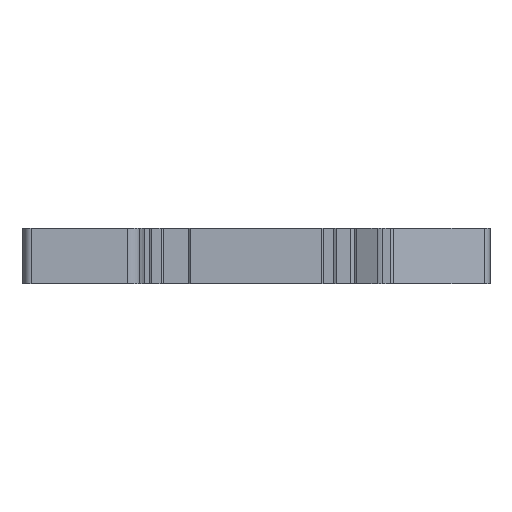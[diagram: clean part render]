
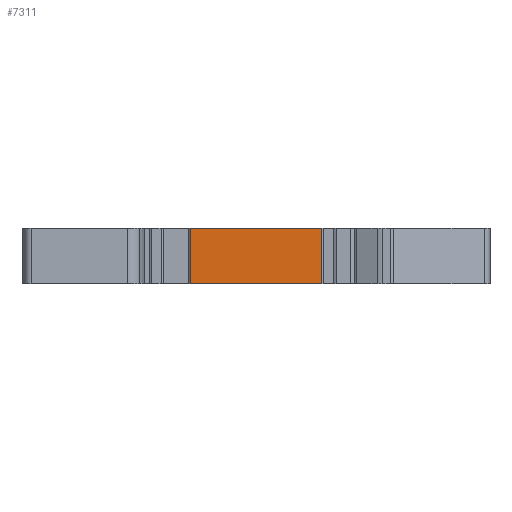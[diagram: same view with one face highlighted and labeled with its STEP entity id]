
A CAD part, front view. The second image highlights one B-rep face of the part: STEP entity #7311.
In plain terms, the highlighted planar face has unit normal (0, -1, 0).
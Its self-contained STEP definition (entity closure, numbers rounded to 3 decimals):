
#1821=DIRECTION('',(-1.,0.,0.));
#1822=VECTOR('',#1821,19.6);
#1823=CARTESIAN_POINT('',(14.8,-15.1,-4.1));
#1824=LINE('',#1823,#1822);
#1825=DIRECTION('',(0.,0.,-1.));
#1826=VECTOR('',#1825,8.2);
#1827=CARTESIAN_POINT('',(14.8,-15.1,4.1));
#1828=LINE('',#1827,#1826);
#1829=DIRECTION('',(0.,0.,-1.));
#1830=VECTOR('',#1829,8.2);
#1831=CARTESIAN_POINT('',(-4.8,-15.1,4.1));
#1832=LINE('',#1831,#1830);
#2796=DIRECTION('',(-1.,0.,0.));
#2797=VECTOR('',#2796,19.6);
#2798=CARTESIAN_POINT('',(14.8,-15.1,4.1));
#2799=LINE('',#2798,#2797);
#3201=CARTESIAN_POINT('',(-4.8,-15.1,-4.1));
#3202=VERTEX_POINT('',#3201);
#3203=CARTESIAN_POINT('',(14.8,-15.1,-4.1));
#3204=VERTEX_POINT('',#3203);
#4049=CARTESIAN_POINT('',(14.8,-15.1,4.1));
#4050=VERTEX_POINT('',#4049);
#4051=CARTESIAN_POINT('',(-4.8,-15.1,4.1));
#4052=VERTEX_POINT('',#4051);
#7298=CARTESIAN_POINT('',(-4.8,-15.1,-4.1));
#7299=DIRECTION('',(0.,-1.,0.));
#7300=DIRECTION('',(1.,0.,0.));
#7301=AXIS2_PLACEMENT_3D('',#7298,#7299,#7300);
#7302=PLANE('',#7301);
#7303=ORIENTED_EDGE('',*,*,#4212,.T.);
#7305=ORIENTED_EDGE('',*,*,#7304,.F.);
#7307=ORIENTED_EDGE('',*,*,#7306,.F.);
#7308=ORIENTED_EDGE('',*,*,#7290,.T.);
#7309=EDGE_LOOP('',(#7303,#7305,#7307,#7308));
#7310=FACE_OUTER_BOUND('',#7309,.F.);
#4212=EDGE_CURVE('',#3204,#3202,#1824,.T.);
#7290=EDGE_CURVE('',#4050,#3204,#1828,.T.);
#7304=EDGE_CURVE('',#4052,#3202,#1832,.T.);
#7306=EDGE_CURVE('',#4050,#4052,#2799,.T.);
#7311=ADVANCED_FACE('',(#7310),#7302,.T.);
